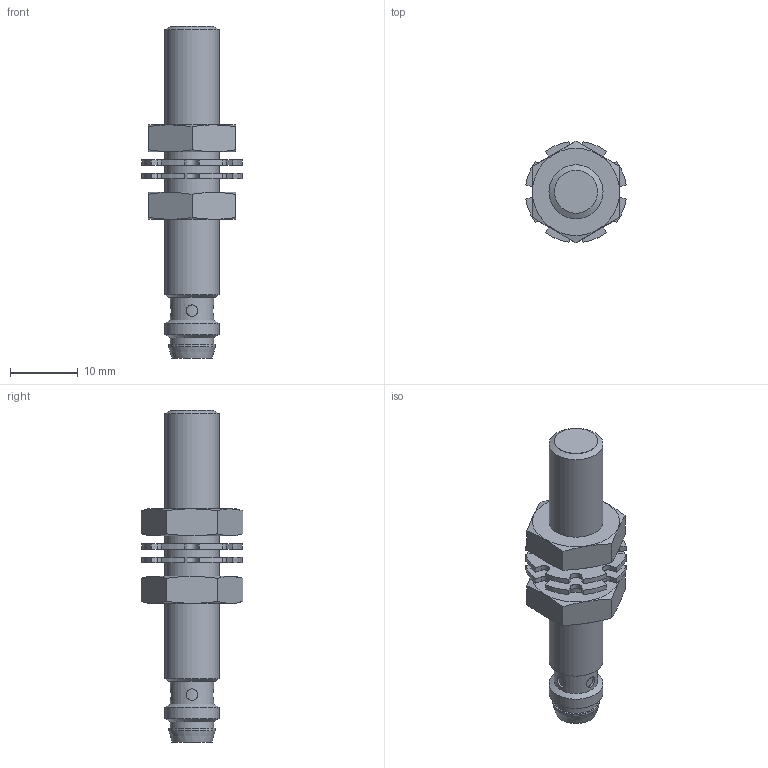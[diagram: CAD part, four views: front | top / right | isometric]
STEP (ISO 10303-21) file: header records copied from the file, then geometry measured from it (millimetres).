
FILE_DESCRIPTION(/* description */ ('STEP AP214'),/* implementation_level */ '2;1');
FILE_NAME(/* name */ '553537_SIEF-M8B-PS-S-L',/* time_stamp */ '2024-09-15T04:38:29+02:00',/* author */ ('License CC BY-ND 4.0'),/* organization */ ('CADENAS'),/* preprocessor_version */ 'ST-DEVELOPER v19.3',/* originating_system */ 'PARTsolutions',/* authorisation */ ' ');
FILE_SCHEMA (('AUTOMOTIVE_DESIGN {1 0 10303 214 3 1 1}'));
Length unit declared in the file: millimetre
Products named in the file (4): 553537 SIEF-M8B-PS-S-L; 553537 SIEF-M8B-PS-S-L_1; DIN-439-B - M8x1(F); Tooth lock washer DIN 6797 A8.4
Assembly tree (5 placements, depth 2):
  553537 SIEF-M8B-PS-S-L
    553537 SIEF-M8B-PS-S-L_1
    DIN-439-B - M8x1(F)  x2
    Tooth lock washer DIN 6797 A8.4  x2
Bounding box: 14.85 x 15.01 x 49.1 mm (x, y, z)
Volume: 3346.2 mm3; surface area: 2788 mm2
Topology: 5 solids, 5 shells, 119 faces, 296 edges, 192 vertices
Faces by surface type: plane 56, cylinder 50, cone 13
Full cylindrical faces by diameter (mm): 1.7 x4, 6.37 x1, 6.4 x2, 6.917 x2, 6.92 x1, 8 x2, 8.4 x2
Entity records: 2126 total; most frequent: CARTESIAN_POINT 455, DIRECTION 332, ORIENTED_EDGE 288, EDGE_CURVE 144, AXIS2_PLACEMENT_3D 131, VERTEX_POINT 106, EDGE_LOOP 102, FACE_BOUND 102
